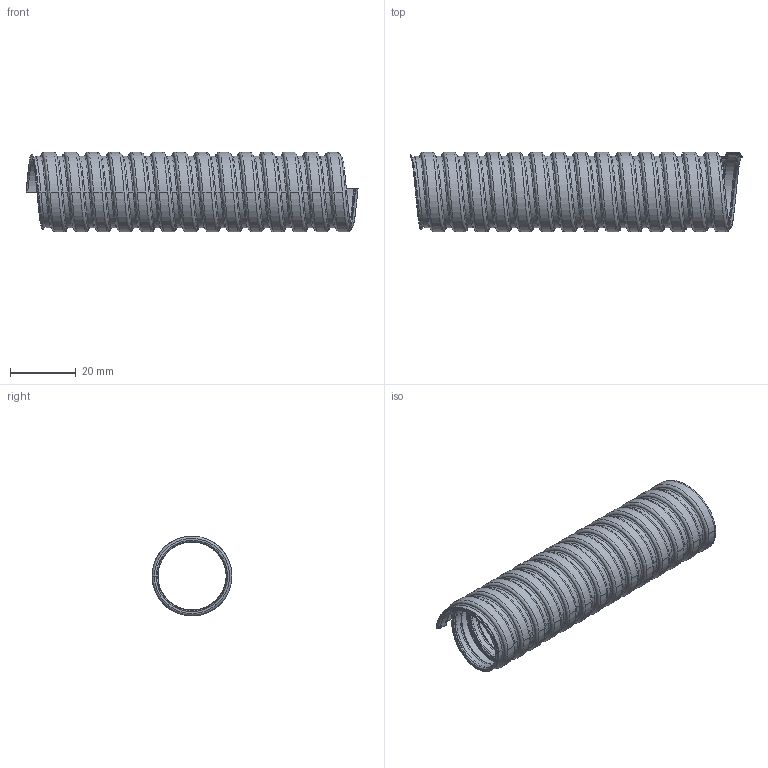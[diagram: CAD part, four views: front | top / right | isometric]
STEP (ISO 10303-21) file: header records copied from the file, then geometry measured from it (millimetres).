
FILE_DESCRIPTION(/* description */ ('Металлорукав МРПИ нг серый','CAx-IF Rec.Pracs.---Representation and Presentation of Product Manufacturing Information (PMI)---4.0---2014-10-13'),/* implementation_level */ '2;1');
FILE_NAME(/* name */ '',/* time_stamp */ '2025-05-30T11:16:28+07:00',/* author */ ('zeta-82'),/* organization */ ('ЗЭТА'),/* preprocessor_version */ 'ST-DEVELOPER v19.2',/* originating_system */ 'Autodesk Inventor 2024',/* authorisation */ '');
FILE_SCHEMA (('AP242_MANAGED_MODEL_BASED_3D_ENGINEERING_MIM_LF { 1 0 10303 442 1 1 4 }'));
Products named in the file (3): ЗЭТА.104.110.000-07; ЗЭТА.104.210.000-07; Пластикат НГП 
30-32 серый_МРПИ 22
Assembly tree (2 placements, depth 2):
  ЗЭТА.104.110.000-07
    ЗЭТА.104.210.000-07
    Пластикат НГП 
30-32 серый_МРПИ 22
Bounding box: 100.78 x 24.2 x 24.19 mm (x, y, z)
Volume: 4406.9 mm3; surface area: 34344.7 mm2
Topology: 2 solids, 2 shells, 182 faces, 536 edges, 356 vertices
Faces by surface type: cylinder 150, bspline 28, plane 4
Full cylindrical faces by diameter (mm): 20.7 x13, 21.06 x26, 21.42 x13, 21.76 x13, 22.78 x13, 23.14 x13, 23.5 x26, 24.2 x13
Entity records: 34900 total; most frequent: CARTESIAN_POINT 30299, ORIENTED_EDGE 1072, DIRECTION 618, EDGE_CURVE 536, VERTEX_POINT 356, B_SPLINE_CURVE_WITH_KNOTS 320, AXIS2_PLACEMENT_3D 217, STYLED_ITEM 186
